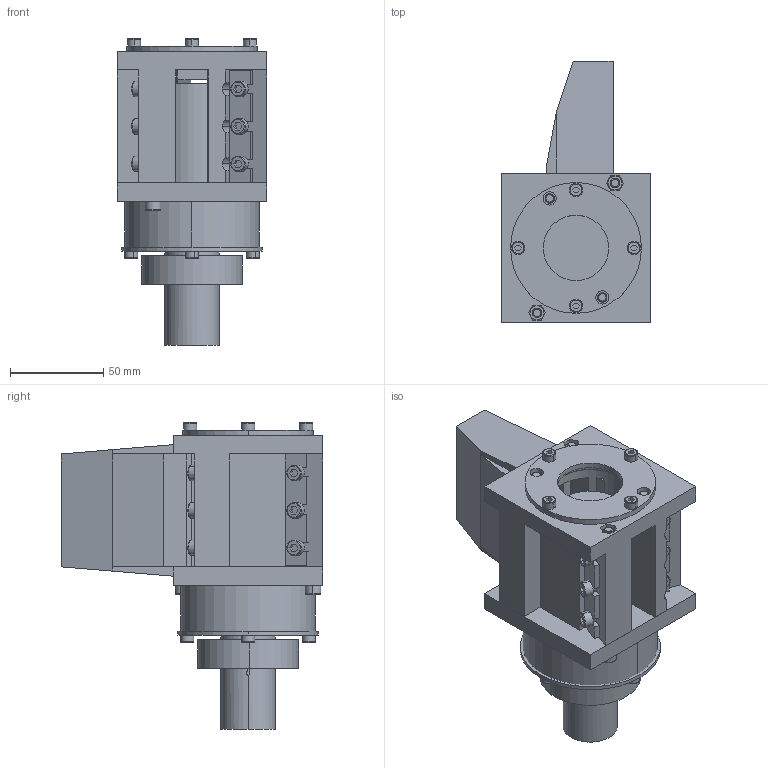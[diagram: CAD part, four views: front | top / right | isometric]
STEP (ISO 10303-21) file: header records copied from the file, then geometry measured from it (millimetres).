
FILE_DESCRIPTION (( 'STEP AP203' ), '1' );
FILE_NAME ('Schneidgruppe_neu.step', '2017-06-22T16:15:45', ( '' ), ( '' ), 'SwSTEP 2.0', 'SolidWorks 2016', '' );
FILE_SCHEMA (( 'CONFIG_CONTROL_DESIGN' ));
Length unit declared in the file: millimetre
Products named in the file (32): inafag_6005-2z_6vrtc2ac043nicjdt8x23j2dp_01; inafag_6005-2z_6vrtc2ac043nicjdt8x23j2dp_11; Block_3_sintern_Gegenplatte_Standard; Schneidgruppe_neu; fraeser_Standard; Messer_Schneidkopf_Standard; inafag_6005-2z_6vrtc2ac043nicjdt8x23j2dp_04; mutter_din934_m5-6; inafag_6005-2z_6vrtc2ac043nicjdt8x23j2dp_03; Lagerhuelse_2_Standard; inafag_6005-2z_6vrtc2ac043nicjdt8x23j2dp; inafag_6005-2z_6vrtc2ac043nicjdt8x23j2dp_02; inafag_6005-2z_6vrtc2ac043nicjdt8x23j2dp_07; Endkappe_Shredder_Standard; inafag_6005-2z_6vrtc2ac043nicjdt8x23j2dp_14; inafag_6005-2z_6vrtc2ac043nicjdt8x23j2dp_05; wasi_edelstahl_a2_din_912_m5x80; wasi_edelstahl_a2_din_912_m5x100; wasi_edelstahl_a2_din_912_m5x10; item_8_0_004_11_c5ffvcdz9238ebhinkshw81kh; inafag_6005-2z_6vrtc2ac043nicjdt8x23j2dp_06; inafag_6005-2z_6vrtc2ac043nicjdt8x23j2dp_12; Block_3_sintern_Standard; Abstandshalter_Fraeser_Standard; Huelse_Fraeser_Getriebe_Standard; Trichter_Standard; inafag_6005-2z_6vrtc2ac043nicjdt8x23j2dp_13; inafag_6005-2z_6vrtc2ac043nicjdt8x23j2dp_10; Lagerhuelse_1_Standard; inafag_6005-2z_6vrtc2ac043nicjdt8x23j2dp_08; Spannflansch_Standard; inafag_6005-2z_6vrtc2ac043nicjdt8x23j2dp_09
Assembly tree (58 placements, depth 3):
  Schneidgruppe_neu
    Block_3_sintern_Standard
    Block_3_sintern_Gegenplatte_Standard
    fraeser_Standard
    Trichter_Standard
    inafag_6005-2z_6vrtc2ac043nicjdt8x23j2dp  x2
      inafag_6005-2z_6vrtc2ac043nicjdt8x23j2dp_01
      inafag_6005-2z_6vrtc2ac043nicjdt8x23j2dp_02
      inafag_6005-2z_6vrtc2ac043nicjdt8x23j2dp_03
      inafag_6005-2z_6vrtc2ac043nicjdt8x23j2dp_04
      inafag_6005-2z_6vrtc2ac043nicjdt8x23j2dp_05
      inafag_6005-2z_6vrtc2ac043nicjdt8x23j2dp_06
      inafag_6005-2z_6vrtc2ac043nicjdt8x23j2dp_07
      inafag_6005-2z_6vrtc2ac043nicjdt8x23j2dp_08
      inafag_6005-2z_6vrtc2ac043nicjdt8x23j2dp_09
      inafag_6005-2z_6vrtc2ac043nicjdt8x23j2dp_10
      inafag_6005-2z_6vrtc2ac043nicjdt8x23j2dp_11
      inafag_6005-2z_6vrtc2ac043nicjdt8x23j2dp_12
      inafag_6005-2z_6vrtc2ac043nicjdt8x23j2dp_13
      inafag_6005-2z_6vrtc2ac043nicjdt8x23j2dp_14
    Abstandshalter_Fraeser_Standard
    Huelse_Fraeser_Getriebe_Standard
    Lagerhuelse_1_Standard
    Lagerhuelse_2_Standard
    Endkappe_Shredder_Standard
    Spannflansch_Standard
    wasi_edelstahl_a2_din_912_m5x10  x12
    Messer_Schneidkopf_Standard  x4
    item_8_0_004_11_c5ffvcdz9238ebhinkshw81kh  x8
    wasi_edelstahl_a2_din_912_m5x80  x2
    wasi_edelstahl_a2_din_912_m5x100  x2
    mutter_din934_m5-6  x4
Bounding box: 80 x 140 x 164.2 mm (x, y, z)
Volume: 530210.9 mm3; surface area: 207791.2 mm2
Topology: 70 solids, 78 shells, 1257 faces, 3016 edges, 1898 vertices
Faces by surface type: plane 555, cylinder 354, cone 168, bspline 148, torus 32
Entity records: 24488 total; most frequent: CARTESIAN_POINT 5211, DIRECTION 3286, ORIENTED_EDGE 3018, EDGE_CURVE 1509, AXIS2_PLACEMENT_3D 1235, VERTEX_POINT 990, LINE 816, VECTOR 816
